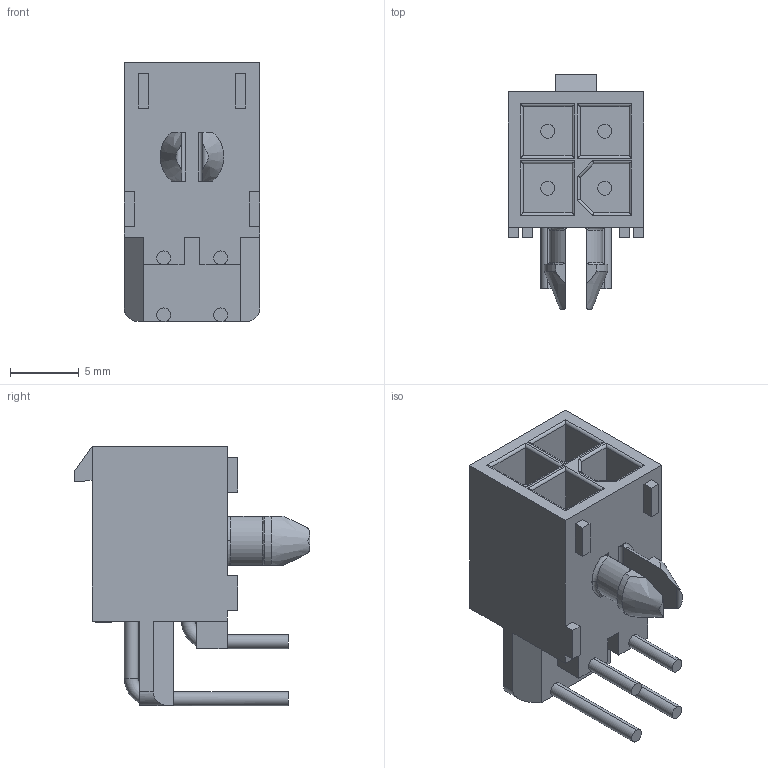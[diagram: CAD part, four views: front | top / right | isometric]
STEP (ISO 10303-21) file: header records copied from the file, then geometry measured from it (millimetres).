
FILE_DESCRIPTION(('STEP AP242'),'1');
FILE_NAME('1-770968-0.stp','2022-09-13T14:59:36',('TraceParts'),('TraceParts S.A.'),'Spatial InterOp 3D',' ',' ');
FILE_SCHEMA(('AP242_MANAGED_MODEL_BASED_3D_ENGINEERING_MIM_LF {1 0 10303 442 1 1 4}'));
Length unit declared in the file: millimetre
Products named in the file (1): 1-770968-0
Bounding box: 9.86 x 17.09 x 18.84 mm (x, y, z)
Volume: 1019.4 mm3; surface area: 1725.6 mm2
Topology: 1 solids, 1 shells, 188 faces, 486 edges, 316 vertices
Faces by surface type: plane 118, cylinder 48, torus 20, cone 2
Entity records: 6109 total; most frequent: CARTESIAN_POINT 1507, ORIENTED_EDGE 972, DIRECTION 900, EDGE_CURVE 486, LINE 346, VECTOR 346, VERTEX_POINT 316, AXIS2_PLACEMENT_3D 277
